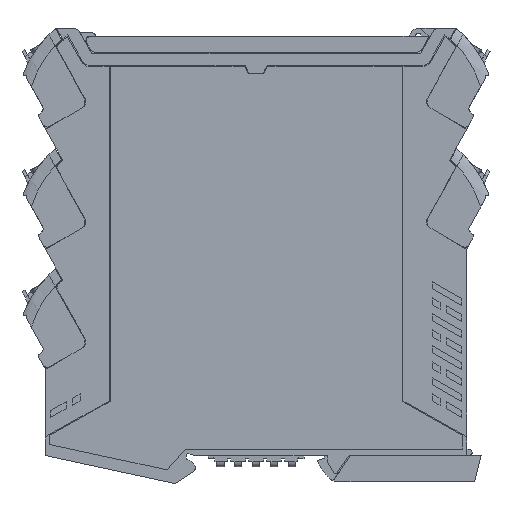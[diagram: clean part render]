
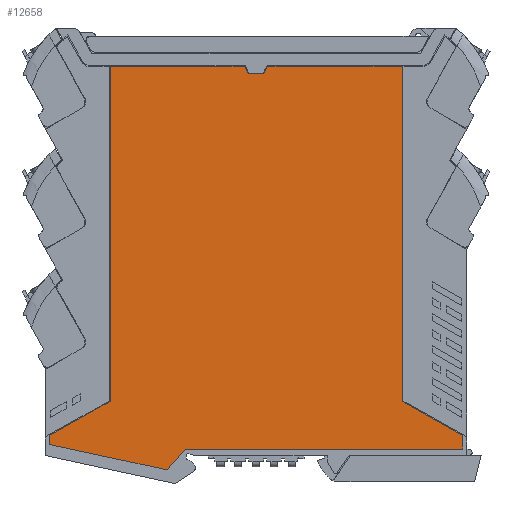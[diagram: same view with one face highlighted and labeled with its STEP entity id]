
A CAD part, left-side view. The second image highlights one B-rep face of the part: STEP entity #12658.
In plain terms, the highlighted planar face has unit normal (-1, 0, 0).
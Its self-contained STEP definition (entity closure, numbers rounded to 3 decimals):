
#12636=AXIS2_PLACEMENT_3D('Plane Axis2P3D',#12633,#12634,#12635) ;
#9859=CARTESIAN_POINT('Vertex',(0.,110.437,12.04)) ;
#9862=CARTESIAN_POINT('Line Origine',(0.,102.821,16.305)) ;
#9866=CARTESIAN_POINT('Vertex',(0.,95.205,20.571)) ;
#9891=CARTESIAN_POINT('Vertex',(0.,110.437,9.771)) ;
#9894=CARTESIAN_POINT('Line Origine',(0.,110.437,10.906)) ;
#9916=CARTESIAN_POINT('Vertex',(0.,80.884,3.413)) ;
#9919=CARTESIAN_POINT('Line Origine',(0.,95.661,6.592)) ;
#9932=CARTESIAN_POINT('Line Origine',(0.,78.847,5.745)) ;
#9936=CARTESIAN_POINT('Vertex',(0.,76.81,8.077)) ;
#9943=CARTESIAN_POINT('Vertex',(0.,76.332,8.624)) ;
#9946=CARTESIAN_POINT('Line Origine',(0.,76.568,8.353)) ;
#9950=CARTESIAN_POINT('Vertex',(0.,76.805,8.082)) ;
#9953=CARTESIAN_POINT('Line Origine',(0.,76.808,8.079)) ;
#9979=CARTESIAN_POINT('Vertex',(0.,6.773,8.624)) ;
#9982=CARTESIAN_POINT('Line Origine',(0.,41.552,8.624)) ;
#10004=CARTESIAN_POINT('Vertex',(0.,6.773,12.04)) ;
#10007=CARTESIAN_POINT('Line Origine',(0.,6.773,10.332)) ;
#10029=CARTESIAN_POINT('Vertex',(0.,22.005,20.571)) ;
#10032=CARTESIAN_POINT('Line Origine',(0.,14.389,16.305)) ;
#10054=CARTESIAN_POINT('Vertex',(0.,22.005,104.524)) ;
#10057=CARTESIAN_POINT('Line Origine',(0.,22.005,62.547)) ;
#10074=CARTESIAN_POINT('Vertex',(0.,55.774,104.524)) ;
#10077=CARTESIAN_POINT('Line Origine',(0.,54.024,104.524)) ;
#10081=CARTESIAN_POINT('Vertex',(0.,52.274,104.524)) ;
#10084=CARTESIAN_POINT('Line Origine',(0.,37.14,104.524)) ;
#10107=CARTESIAN_POINT('Vertex',(0.,56.66,102.624)) ;
#10110=CARTESIAN_POINT('Line Origine',(0.,56.217,103.574)) ;
#10132=CARTESIAN_POINT('Vertex',(0.,60.55,102.624)) ;
#10135=CARTESIAN_POINT('Line Origine',(0.,58.605,102.624)) ;
#10157=CARTESIAN_POINT('Vertex',(0.,61.436,104.524)) ;
#10160=CARTESIAN_POINT('Line Origine',(0.,60.993,103.574)) ;
#10173=CARTESIAN_POINT('Line Origine',(0.,63.186,104.524)) ;
#10177=CARTESIAN_POINT('Vertex',(0.,64.936,104.524)) ;
#10184=CARTESIAN_POINT('Vertex',(0.,95.205,104.524)) ;
#10187=CARTESIAN_POINT('Line Origine',(0.,80.07,104.524)) ;
#10206=CARTESIAN_POINT('Line Origine',(0.,95.205,62.547)) ;
#12633=CARTESIAN_POINT('Axis2P3D Location',(0.,58.605,7.024)) ;
#9863=DIRECTION('Vector Direction',(0.,0.872,-0.489)) ;
#9895=DIRECTION('Vector Direction',(0.,0.,-1.)) ;
#9920=DIRECTION('Vector Direction',(0.,-0.978,-0.21)) ;
#9933=DIRECTION('Vector Direction',(0.,-0.658,0.753)) ;
#9947=DIRECTION('Vector Direction',(0.,-0.658,0.753)) ;
#9954=DIRECTION('Vector Direction',(0.,-0.658,0.753)) ;
#9983=DIRECTION('Vector Direction',(0.,1.,0.)) ;
#10008=DIRECTION('Vector Direction',(0.,0.,1.)) ;
#10033=DIRECTION('Vector Direction',(0.,0.872,0.489)) ;
#10058=DIRECTION('Vector Direction',(0.,0.,1.)) ;
#10078=DIRECTION('Vector Direction',(0.,1.,0.)) ;
#10085=DIRECTION('Vector Direction',(0.,1.,0.)) ;
#10111=DIRECTION('Vector Direction',(0.,-0.423,0.906)) ;
#10136=DIRECTION('Vector Direction',(0.,1.,0.)) ;
#10161=DIRECTION('Vector Direction',(0.,0.423,0.906)) ;
#10174=DIRECTION('Vector Direction',(0.,1.,0.)) ;
#10188=DIRECTION('Vector Direction',(0.,1.,0.)) ;
#10207=DIRECTION('Vector Direction',(0.,0.,-1.)) ;
#12634=DIRECTION('Axis2P3D Direction',(-1.,0.,0.)) ;
#12635=DIRECTION('Axis2P3D XDirection',(0.,1.,0.)) ;
#9864=VECTOR('Line Direction',#9863,1.) ;
#9896=VECTOR('Line Direction',#9895,1.) ;
#9921=VECTOR('Line Direction',#9920,1.) ;
#9934=VECTOR('Line Direction',#9933,1.) ;
#9948=VECTOR('Line Direction',#9947,1.) ;
#9955=VECTOR('Line Direction',#9954,1.) ;
#9984=VECTOR('Line Direction',#9983,1.) ;
#10009=VECTOR('Line Direction',#10008,1.) ;
#10034=VECTOR('Line Direction',#10033,1.) ;
#10059=VECTOR('Line Direction',#10058,1.) ;
#10079=VECTOR('Line Direction',#10078,1.) ;
#10086=VECTOR('Line Direction',#10085,1.) ;
#10112=VECTOR('Line Direction',#10111,1.) ;
#10137=VECTOR('Line Direction',#10136,1.) ;
#10162=VECTOR('Line Direction',#10161,1.) ;
#10175=VECTOR('Line Direction',#10174,1.) ;
#10189=VECTOR('Line Direction',#10188,1.) ;
#10208=VECTOR('Line Direction',#10207,1.) ;
#12639=ORIENTED_EDGE('',*,*,#9938,.T.) ;
#12640=ORIENTED_EDGE('',*,*,#9957,.T.) ;
#12641=ORIENTED_EDGE('',*,*,#9952,.T.) ;
#12642=ORIENTED_EDGE('',*,*,#9986,.T.) ;
#12643=ORIENTED_EDGE('',*,*,#10011,.T.) ;
#12644=ORIENTED_EDGE('',*,*,#10036,.T.) ;
#12645=ORIENTED_EDGE('',*,*,#10061,.T.) ;
#12646=ORIENTED_EDGE('',*,*,#10088,.T.) ;
#12647=ORIENTED_EDGE('',*,*,#10083,.T.) ;
#12648=ORIENTED_EDGE('',*,*,#10114,.T.) ;
#12649=ORIENTED_EDGE('',*,*,#10139,.T.) ;
#12650=ORIENTED_EDGE('',*,*,#10164,.T.) ;
#12651=ORIENTED_EDGE('',*,*,#10179,.T.) ;
#12652=ORIENTED_EDGE('',*,*,#10191,.T.) ;
#12653=ORIENTED_EDGE('',*,*,#10210,.T.) ;
#12654=ORIENTED_EDGE('',*,*,#9868,.T.) ;
#12655=ORIENTED_EDGE('',*,*,#9898,.T.) ;
#12656=ORIENTED_EDGE('',*,*,#9923,.T.) ;
#12658=ADVANCED_FACE('GEHAEUSE',(#12657),#12637,.T.) ;
#9868=EDGE_CURVE('',#9867,#9860,#9865,.T.) ;
#9898=EDGE_CURVE('',#9860,#9892,#9897,.T.) ;
#9923=EDGE_CURVE('',#9892,#9917,#9922,.T.) ;
#9938=EDGE_CURVE('',#9917,#9937,#9935,.T.) ;
#9952=EDGE_CURVE('',#9951,#9944,#9949,.T.) ;
#9957=EDGE_CURVE('',#9937,#9951,#9956,.T.) ;
#9986=EDGE_CURVE('',#9944,#9980,#9985,.F.) ;
#10011=EDGE_CURVE('',#9980,#10005,#10010,.T.) ;
#10036=EDGE_CURVE('',#10005,#10030,#10035,.T.) ;
#10061=EDGE_CURVE('',#10030,#10055,#10060,.T.) ;
#10083=EDGE_CURVE('',#10082,#10075,#10080,.T.) ;
#10088=EDGE_CURVE('',#10055,#10082,#10087,.T.) ;
#10114=EDGE_CURVE('',#10075,#10108,#10113,.F.) ;
#10139=EDGE_CURVE('',#10108,#10133,#10138,.T.) ;
#10164=EDGE_CURVE('',#10133,#10158,#10163,.T.) ;
#10179=EDGE_CURVE('',#10158,#10178,#10176,.T.) ;
#10191=EDGE_CURVE('',#10178,#10185,#10190,.T.) ;
#10210=EDGE_CURVE('',#10185,#9867,#10209,.T.) ;
#12638=EDGE_LOOP('',(#12639,#12640,#12641,#12642,#12643,#12644,#12645,#12646,#12647,#12648,#12649,#12650,#12651,#12652,#12653,#12654,#12655,#12656)) ;
#12657=FACE_OUTER_BOUND('',#12638,.T.) ;
#9865=LINE('Line',#9862,#9864) ;
#9897=LINE('Line',#9894,#9896) ;
#9922=LINE('Line',#9919,#9921) ;
#9935=LINE('Line',#9932,#9934) ;
#9949=LINE('Line',#9946,#9948) ;
#9956=LINE('Line',#9953,#9955) ;
#9985=LINE('Line',#9982,#9984) ;
#10010=LINE('Line',#10007,#10009) ;
#10035=LINE('Line',#10032,#10034) ;
#10060=LINE('Line',#10057,#10059) ;
#10080=LINE('Line',#10077,#10079) ;
#10087=LINE('Line',#10084,#10086) ;
#10113=LINE('Line',#10110,#10112) ;
#10138=LINE('Line',#10135,#10137) ;
#10163=LINE('Line',#10160,#10162) ;
#10176=LINE('Line',#10173,#10175) ;
#10190=LINE('Line',#10187,#10189) ;
#10209=LINE('Line',#10206,#10208) ;
#12637=PLANE('',#12636) ;
#9860=VERTEX_POINT('',#9859) ;
#9867=VERTEX_POINT('',#9866) ;
#9892=VERTEX_POINT('',#9891) ;
#9917=VERTEX_POINT('',#9916) ;
#9937=VERTEX_POINT('',#9936) ;
#9944=VERTEX_POINT('',#9943) ;
#9951=VERTEX_POINT('',#9950) ;
#9980=VERTEX_POINT('',#9979) ;
#10005=VERTEX_POINT('',#10004) ;
#10030=VERTEX_POINT('',#10029) ;
#10055=VERTEX_POINT('',#10054) ;
#10075=VERTEX_POINT('',#10074) ;
#10082=VERTEX_POINT('',#10081) ;
#10108=VERTEX_POINT('',#10107) ;
#10133=VERTEX_POINT('',#10132) ;
#10158=VERTEX_POINT('',#10157) ;
#10178=VERTEX_POINT('',#10177) ;
#10185=VERTEX_POINT('',#10184) ;
